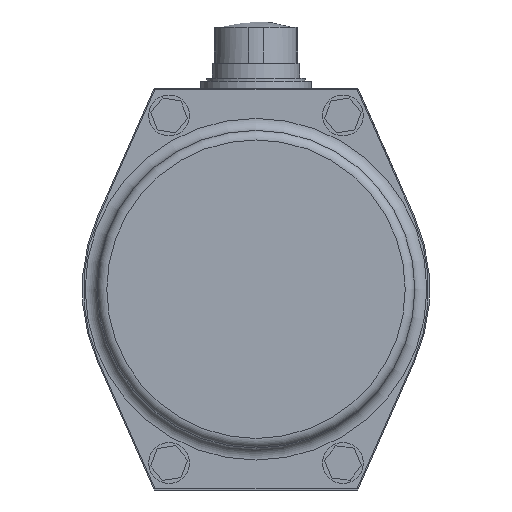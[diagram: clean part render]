
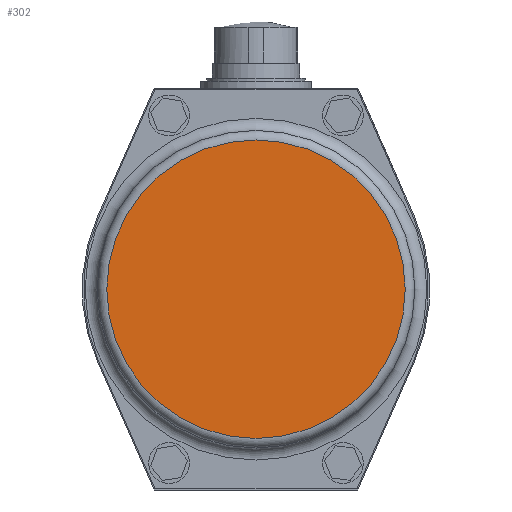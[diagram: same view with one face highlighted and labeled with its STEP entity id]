
A CAD part, front view. The second image highlights one B-rep face of the part: STEP entity #302.
In plain terms, the highlighted planar face has unit normal (0, -1, 0).
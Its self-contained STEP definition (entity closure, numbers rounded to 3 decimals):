
#302 = ADVANCED_FACE( '', ( #770 ), #771, .T. );
#770 = FACE_OUTER_BOUND( '', #1463, .T. );
#771 = PLANE( '', #1464 );
#1463 = EDGE_LOOP( '', ( #2351 ) );
#1464 = AXIS2_PLACEMENT_3D( '', #2352, #2353, #2354 );
#2351 = ORIENTED_EDGE( '', *, *, #3774, .F. );
#2352 = CARTESIAN_POINT( '', ( 0., -375., 0. ) );
#2353 = DIRECTION( '', ( 0., -1., 0. ) );
#2354 = DIRECTION( '', ( 1., 0., 0. ) );
#3774 = EDGE_CURVE( '', #4515, #4515, #4516, .T. );
#4515 = VERTEX_POINT( '', #5507 );
#4516 = CIRCLE( '', #5508, 124.5 );
#5507 = CARTESIAN_POINT( '', ( -124.5, -375., 0. ) );
#5508 = AXIS2_PLACEMENT_3D( '', #6412, #6413, #6414 );
#6412 = CARTESIAN_POINT( '', ( 0., -375., 0. ) );
#6413 = DIRECTION( '', ( 0., 1., 0. ) );
#6414 = DIRECTION( '', ( -1., 0., 0. ) );
